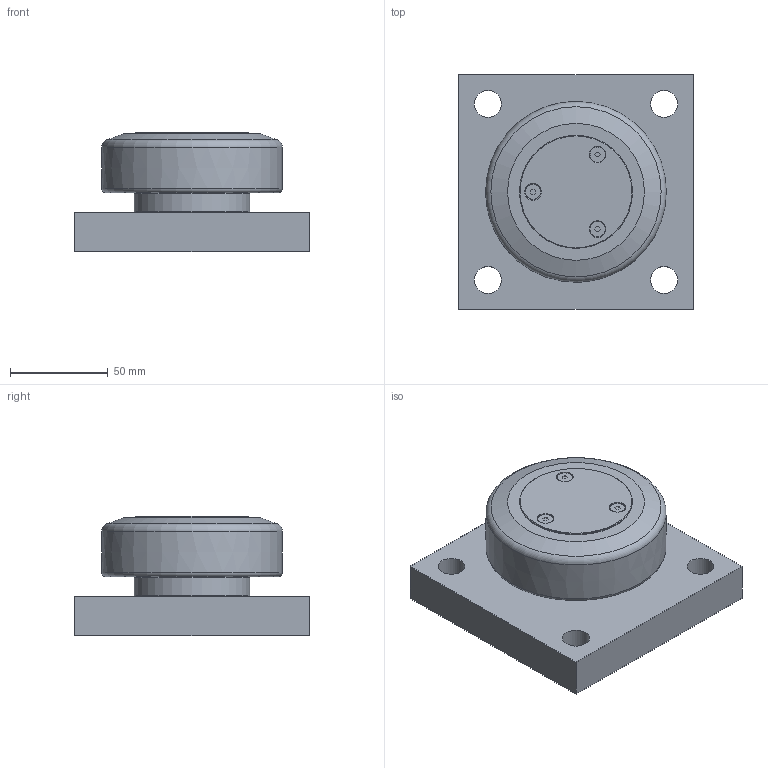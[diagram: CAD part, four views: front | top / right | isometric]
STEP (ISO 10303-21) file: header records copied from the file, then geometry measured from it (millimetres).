
FILE_DESCRIPTION(/* description */ ('-','CAx-IF Rec.Pracs.---Representation and Presentation of Product Manufacturing Information (PMI)---4.0---2014-10-13'),/* implementation_level */ '2;1');
FILE_NAME(/* name */ '6f2b69fc-489f-45da-88df-b5d96302447d.stp',/* time_stamp */ '2020-04-01T16:48:53+02:00',/* author */ ('-'),/* organization */ ('NTI CADcenter A/S'),/* preprocessor_version */ 'ST-DEVELOPER v18',/* originating_system */ 'Autodesk Inventor 2020',/* authorisation */ '-');
FILE_SCHEMA (('AP242_MANAGED_MODEL_BASED_3D_ENGINEERING_MIM_LF { 1 0 10303 442 1 1 4 }'));
Length unit declared in the file: millimetre
Products named in the file (1): XTR 090.0400 BQ1000_Kontur
Bounding box: 120 x 120 x 61 mm (x, y, z)
Volume: 489442 mm3; surface area: 59658.4 mm2
Topology: 1 solids, 1 shells, 65 faces, 157 edges, 109 vertices
Faces by surface type: plane 39, cylinder 15, cone 8, torus 2, bspline 1
Full cylindrical faces by diameter (mm): 4.917 x1, 7.8 x3, 8.6 x3, 13.835 x4, 45 x1, 55.3 x1, 57.8 x1, 59 x1
Entity records: 2022 total; most frequent: CARTESIAN_POINT 358, DIRECTION 355, ORIENTED_EDGE 314, EDGE_CURVE 157, AXIS2_PLACEMENT_3D 133, VERTEX_POINT 109, LINE 89, VECTOR 89
